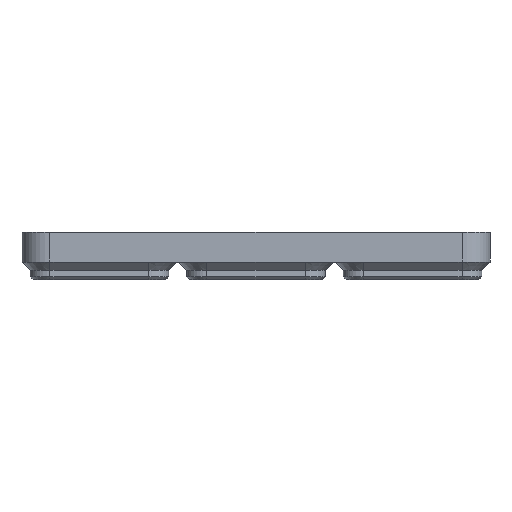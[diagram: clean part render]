
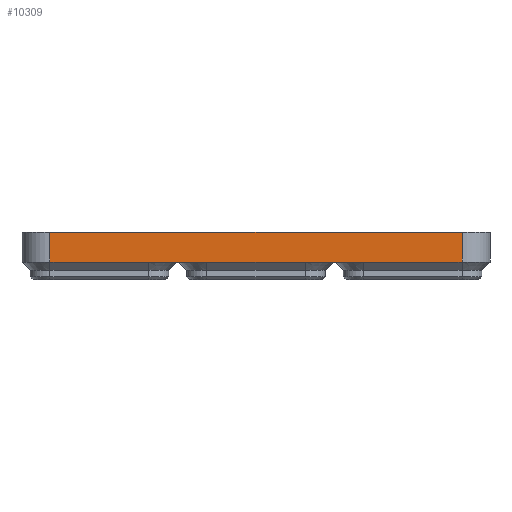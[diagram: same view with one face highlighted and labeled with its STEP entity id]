
A CAD part, front view. The second image highlights one B-rep face of the part: STEP entity #10309.
In plain terms, the highlighted planar face has unit normal (0, -1, 0).
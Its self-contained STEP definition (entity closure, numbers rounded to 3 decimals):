
#476=LINE('',#15841,#1450);
#480=LINE('',#15857,#1454);
#528=LINE('',#16011,#1502);
#529=LINE('',#16017,#1503);
#530=LINE('',#16020,#1504);
#531=LINE('',#16021,#1505);
#532=LINE('',#16022,#1506);
#533=LINE('',#16023,#1507);
#1450=VECTOR('',#12359,1000.);
#1454=VECTOR('',#12371,1000.);
#1502=VECTOR('',#12497,1000.);
#1503=VECTOR('',#12504,1000.);
#1504=VECTOR('',#12505,1000.);
#1505=VECTOR('',#12506,1000.);
#1506=VECTOR('',#12507,1000.);
#1507=VECTOR('',#12508,1000.);
#2592=ORIENTED_EDGE('',*,*,#5719,.T.);
#2593=ORIENTED_EDGE('',*,*,#5720,.T.);
#2594=ORIENTED_EDGE('',*,*,#5716,.F.);
#2595=ORIENTED_EDGE('',*,*,#5721,.F.);
#2596=ORIENTED_EDGE('',*,*,#5636,.F.);
#2597=ORIENTED_EDGE('',*,*,#5722,.F.);
#2598=ORIENTED_EDGE('',*,*,#5628,.F.);
#2599=ORIENTED_EDGE('',*,*,#5723,.F.);
#5628=EDGE_CURVE('',#7198,#7199,#476,.T.);
#5636=EDGE_CURVE('',#7206,#7207,#480,.T.);
#5716=EDGE_CURVE('',#7274,#7275,#528,.T.);
#5719=EDGE_CURVE('',#7276,#7277,#529,.T.);
#5720=EDGE_CURVE('',#7277,#7275,#530,.T.);
#5721=EDGE_CURVE('',#7207,#7274,#531,.T.);
#5722=EDGE_CURVE('',#7199,#7206,#532,.T.);
#5723=EDGE_CURVE('',#7276,#7198,#533,.T.);
#7198=VERTEX_POINT('',#15840);
#7199=VERTEX_POINT('',#15842);
#7206=VERTEX_POINT('',#15856);
#7207=VERTEX_POINT('',#15858);
#7274=VERTEX_POINT('',#16012);
#7275=VERTEX_POINT('',#16013);
#7276=VERTEX_POINT('',#16018);
#7277=VERTEX_POINT('',#16019);
#8536=EDGE_LOOP('',(#2592,#2593,#2594,#2595,#2596,#2597,#2598,#2599));
#9264=FACE_BOUND('',#8536,.T.);
#9984=PLANE('',#11050);
#10309=ADVANCED_FACE('',(#9264),#9984,.F.);
#11050=AXIS2_PLACEMENT_3D('',#16016,#12502,#12503);
#12359=DIRECTION('',(-1.,0.,0.));
#12371=DIRECTION('',(-1.,0.,0.));
#12497=DIRECTION('',(0.,0.,1.));
#12502=DIRECTION('',(0.,1.,0.));
#12503=DIRECTION('',(0.,0.,1.));
#12504=DIRECTION('',(0.,0.,1.));
#12505=DIRECTION('',(-1.,0.,0.));
#12506=DIRECTION('',(-1.,0.,0.));
#12507=DIRECTION('',(-1.,0.,0.));
#12508=DIRECTION('',(-1.,0.,0.));
#15840=CARTESIAN_POINT('',(28.75,-83.75,-1.));
#15841=CARTESIAN_POINT('',(0.,-83.75,-1.));
#15842=CARTESIAN_POINT('',(13.25,-83.75,-1.));
#15856=CARTESIAN_POINT('',(-13.25,-83.75,-1.));
#15857=CARTESIAN_POINT('',(0.,-83.75,-1.));
#15858=CARTESIAN_POINT('',(-28.75,-83.75,-1.));
#16011=CARTESIAN_POINT('',(-55.25,-83.75,-1.));
#16012=CARTESIAN_POINT('',(-55.25,-83.75,-1.));
#16013=CARTESIAN_POINT('',(-55.25,-83.75,7.));
#16016=CARTESIAN_POINT('',(0.,-83.75,-1.));
#16017=CARTESIAN_POINT('',(55.25,-83.75,-1.));
#16018=CARTESIAN_POINT('',(55.25,-83.75,-1.));
#16019=CARTESIAN_POINT('',(55.25,-83.75,7.));
#16020=CARTESIAN_POINT('',(0.,-83.75,7.));
#16021=CARTESIAN_POINT('',(0.,-83.75,-1.));
#16022=CARTESIAN_POINT('',(42.,-83.75,-1.));
#16023=CARTESIAN_POINT('',(0.,-83.75,-1.));
